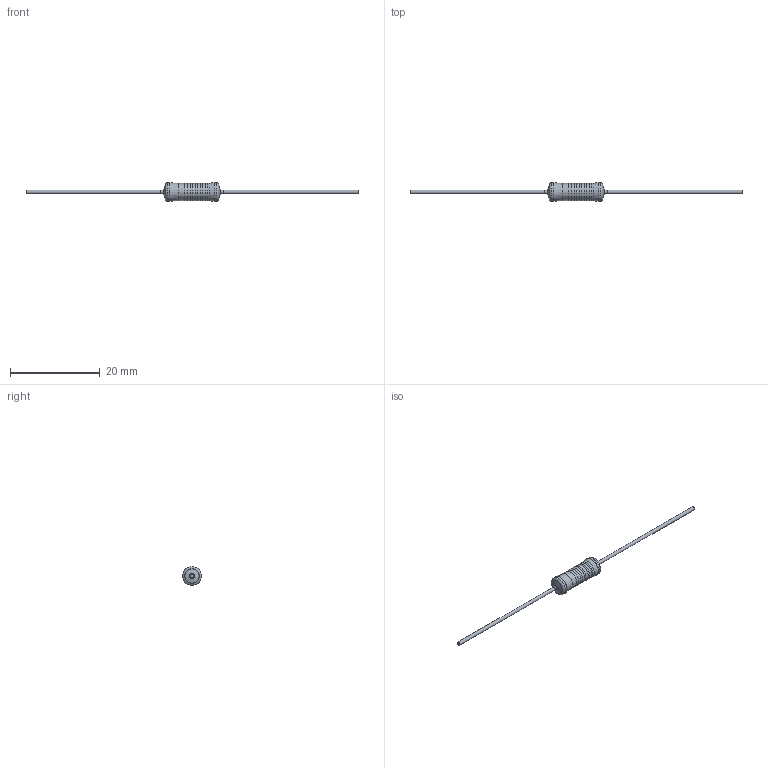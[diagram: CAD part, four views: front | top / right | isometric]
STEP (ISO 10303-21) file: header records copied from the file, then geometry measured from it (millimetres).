
FILE_DESCRIPTION(/* description */ (''),/* implementation_level */ '2;1');
FILE_NAME(/* name */ 'MBE_SMA 0414.stp',/* time_stamp */ '2020-02-19T08:35:25+01:00',/* author */ ('klepschi'),/* organization */ (''),/* preprocessor_version */ 'ST-DEVELOPER v16.5',/* originating_system */ 'Autodesk Inventor 2017',/* authorisation */ '');
FILE_SCHEMA (('AUTOMOTIVE_DESIGN { 1 0 10303 214 3 1 1 }'));
Length unit declared in the file: millimetre
Products named in the file (1): MBE_SMA 0414
Bounding box: 73.9 x 4.2 x 4.2 mm (x, y, z)
Volume: 174.9 mm3; surface area: 323.1 mm2
Topology: 1 solids, 1 shells, 47 faces, 79 edges, 48 vertices
Faces by surface type: cylinder 17, plane 16, torus 12, cone 2
Full cylindrical faces by diameter (mm): 0.798 x2, 0.8 x4, 3.798 x4, 3.8 x5, 4.2 x2
Entity records: 1050 total; most frequent: DIRECTION 188, CARTESIAN_POINT 140, AXIS2_PLACEMENT_3D 94, EDGE_LOOP 92, ORIENTED_EDGE 92, FACE_OUTER_BOUND 47, ADVANCED_FACE 47, CIRCLE 46
